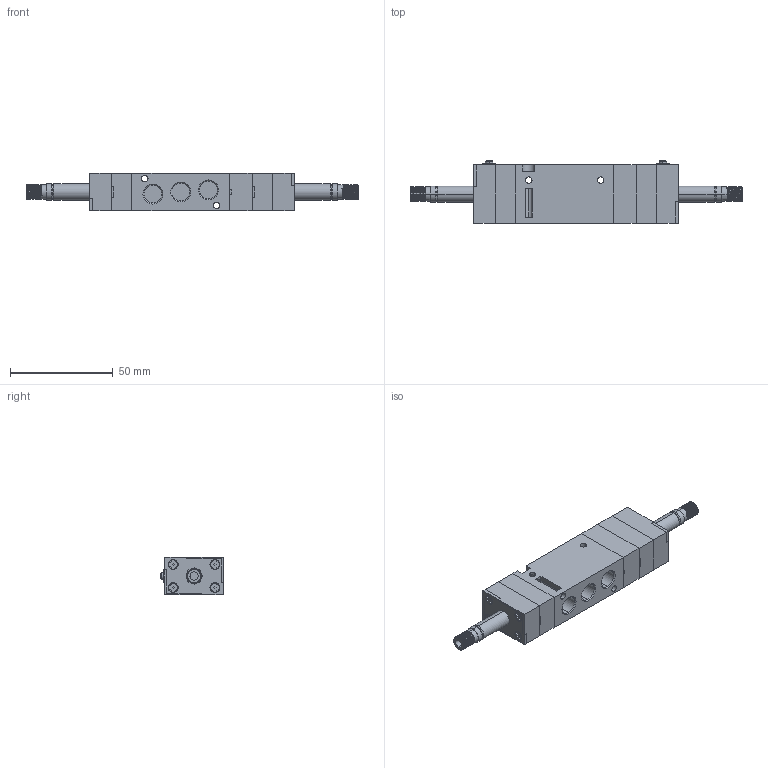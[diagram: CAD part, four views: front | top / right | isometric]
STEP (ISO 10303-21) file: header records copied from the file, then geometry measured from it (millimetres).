
FILE_DESCRIPTION (( 'STEP AP203' ), '1' );
FILE_NAME ('SF2503-IP.STEP', '2016-01-04T11:36:35', ( 'yrd8' ), ( '' ), 'SwSTEP 2.0', 'SolidWorks 2008', '' );
FILE_SCHEMA (( 'CONFIG_CONTROL_DESIGN' ));
Length unit declared in the file: millimetre
Products named in the file (5): SF2503-IP; SF2000 BODY_ル遽; SF2000 PILOT_ル遽; SF2000 BLOCK_ル遽; SF2000 SEMY_ル遽
Assembly tree (6 placements, depth 2):
  SF2503-IP
    SF2000 SEMY_ル遽  x2
    SF2000 BODY_ル遽
    SF2000 PILOT_ル遽  x2
    SF2000 BLOCK_ル遽
Bounding box: 161.5 x 30.5 x 18 mm (x, y, z)
Volume: 48646.4 mm3; surface area: 22520.5 mm2
Topology: 10 solids, 10 shells, 415 faces, 1042 edges, 682 vertices
Faces by surface type: plane 255, cylinder 134, cone 22, bspline 4
Entity records: 8918 total; most frequent: CARTESIAN_POINT 2451, ORIENTED_EDGE 1242, DIRECTION 1194, EDGE_CURVE 621, VECTOR 430, LINE 430, VERTEX_POINT 404, AXIS2_PLACEMENT_3D 382
